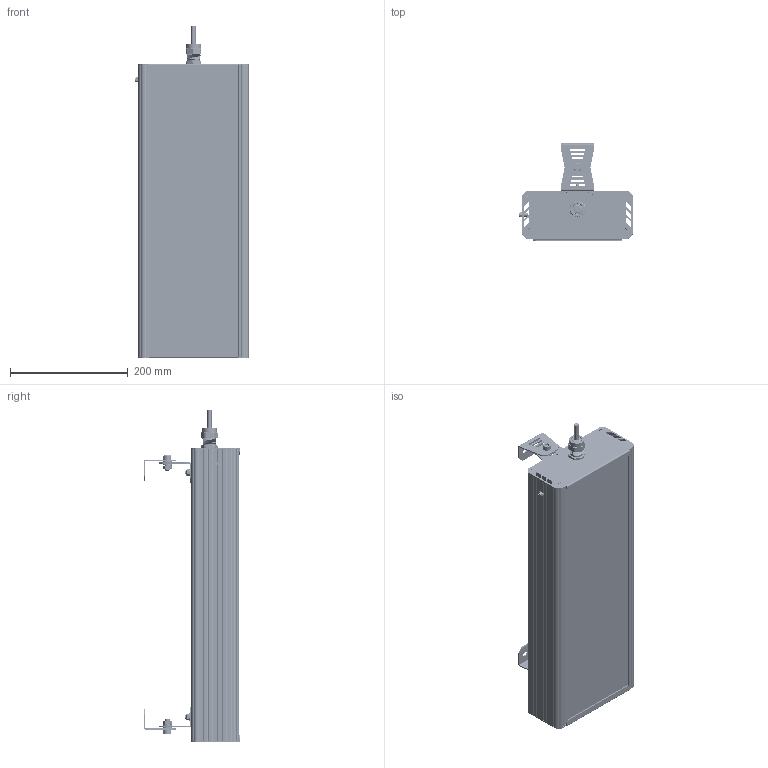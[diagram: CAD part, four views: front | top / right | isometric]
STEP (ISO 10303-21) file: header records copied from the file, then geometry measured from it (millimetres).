
FILE_DESCRIPTION(('STEP AP214'), '1');
FILE_NAME('001.0096.24.000 - ÃÑÏ-Ýêñòðà-Îïòèê-2Åõ-90', '', ('UNSPECIFIED'), ('UNSPECIFIED'), 'C3D Converter', 'C3D Toolkit', '');
FILE_SCHEMA(('AUTOMOTIVE_DESIGN { 1 0 10303 214 3 1 1}'));
Length unit declared in the file: millimetre
Products named in the file (36): 001.0096.24.000; 001.0065.01.000
Assembly tree (68 placements, depth 4):
  001.0096.24.000
    (unnamed)
      (unnamed)
      (unnamed)
      (unnamed)
      (unnamed)
      (unnamed)
      (unnamed)
      (unnamed)
      (unnamed)  x6
      (unnamed)  x6
      (unnamed)
      (unnamed)
      (unnamed)  x10
        (unnamed)
        (unnamed)
        (unnamed)
        (unnamed)
        (unnamed)
        (unnamed)
        (unnamed)
        (unnamed)
        (unnamed)
        (unnamed)
      (unnamed)
        (unnamed)
    001.0065.01.000  x2
      (unnamed)
      (unnamed)
      (unnamed)
      (unnamed)
      (unnamed)
      (unnamed)
      (unnamed)
      (unnamed)
      (unnamed)
Bounding box: 192.43 x 164.62 x 564 mm (x, y, z)
Volume: 1711127.4 mm3; surface area: 1290798.9 mm2
Topology: 373 solids, 373 shells, 5349 faces, 12225 edges, 8114 vertices
Faces by surface type: plane 3724, cylinder 1276, bspline 179, cone 157, sphere 10, torus 3
Full cylindrical faces by diameter (mm): 1 x10, 2 x20, 2.5 x40, 2.8 x250, 3.2 x10, 3.5 x60, 4 x13, 5 x2, 6 x5, 6.375 x2, 7 x2, 8 x16, 8.5 x8, 9 x130, 10 x1, 12 x2, 12.5 x1, 13 x1, 13.333 x2, 16 x5, 17 x1, 18 x1, 18.5 x1, 19 x1, 20 x1, 21.5 x1, 22 x2, 25.5 x1
Entity records: 103835 total; most frequent: CARTESIAN_POINT 49645, DIRECTION 8346, ORIENTED_EDGE 7082, EDGE_CURVE 3541, AXIS2_PLACEMENT_3D 3013, VERTEX_POINT 2431, COLOUR_RGB 2371, PRESENTATION_STYLE_ASSIGNMENT 2371
